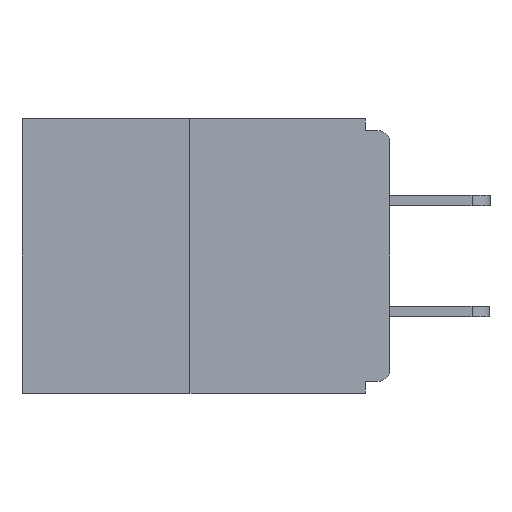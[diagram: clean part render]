
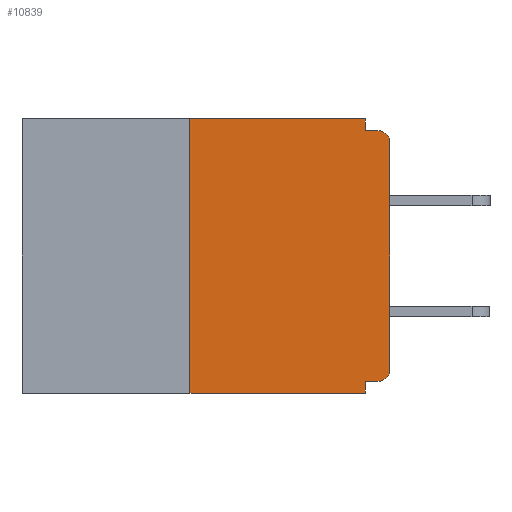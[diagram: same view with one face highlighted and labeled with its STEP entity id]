
A CAD part, left-side view. The second image highlights one B-rep face of the part: STEP entity #10839.
In plain terms, the highlighted planar face has unit normal (-1, 0, 0).
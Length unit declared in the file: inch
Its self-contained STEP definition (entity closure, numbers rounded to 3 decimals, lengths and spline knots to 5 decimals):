
#47 = CARTESIAN_POINT ( 'NONE',  ( 0., 0.031, -0.343 ) ) ;
#116 = ORIENTED_EDGE ( 'NONE', *, *, #13863, .F. ) ;
#246 = CARTESIAN_POINT ( 'NONE',  ( 0., 0.46, -0.343 ) ) ;
#320 = ORIENTED_EDGE ( 'NONE', *, *, #11236, .T. ) ;
#481 = DIRECTION ( 'NONE',  ( 0., -1., 0. ) ) ;
#523 = VERTEX_POINT ( 'NONE', #5776 ) ;
#568 = VECTOR ( 'NONE', #5122, 39.37008 ) ;
#1411 = FACE_OUTER_BOUND ( 'NONE', #14377, .T. ) ;
#1448 = CARTESIAN_POINT ( 'NONE',  ( 0., 0., -0.328 ) ) ;
#1484 = ORIENTED_EDGE ( 'NONE', *, *, #4899, .T. ) ;
#1758 = VECTOR ( 'NONE', #2559, 39.37008 ) ;
#1840 = CARTESIAN_POINT ( 'NONE',  ( 0., 0.031, 0. ) ) ;
#1964 = CARTESIAN_POINT ( 'NONE',  ( 0., 0.015, -0.03 ) ) ;
#2058 = CARTESIAN_POINT ( 'NONE',  ( 0., 0., -0.313 ) ) ;
#2087 = ORIENTED_EDGE ( 'NONE', *, *, #11623, .T. ) ;
#2127 = DIRECTION ( 'NONE',  ( -1., 0., 0. ) ) ;
#2559 = DIRECTION ( 'NONE',  ( 0., -1., 0. ) ) ;
#3087 = AXIS2_PLACEMENT_3D ( 'NONE', #1964, #2127, #11631 ) ;
#3893 = DIRECTION ( 'NONE',  ( 0., 1., 0. ) ) ;
#4203 = VECTOR ( 'NONE', #5854, 39.37008 ) ;
#4279 = EDGE_CURVE ( 'NONE', #11639, #4667, #7931, .T. ) ;
#4540 = VERTEX_POINT ( 'NONE', #5010 ) ;
#4558 = EDGE_CURVE ( 'NONE', #14010, #4540, #15214, .T. ) ;
#4667 = VERTEX_POINT ( 'NONE', #11448 ) ;
#4837 = EDGE_CURVE ( 'NONE', #12092, #11639, #12984, .T. ) ;
#4899 = EDGE_CURVE ( 'NONE', #4540, #11315, #8506, .T. ) ;
#5000 = LINE ( 'NONE', #12671, #7872 ) ;
#5010 = CARTESIAN_POINT ( 'NONE',  ( 0., 0., -0.03 ) ) ;
#5122 = DIRECTION ( 'NONE',  ( 0., 0., 1. ) ) ;
#5329 = LINE ( 'NONE', #10660, #4203 ) ;
#5362 = CIRCLE ( 'NONE', #15294, 0.015 ) ;
#5508 = DIRECTION ( 'NONE',  ( 0., 0., -1. ) ) ;
#5776 = CARTESIAN_POINT ( 'NONE',  ( 0., 0.031, -0.015 ) ) ;
#5854 = DIRECTION ( 'NONE',  ( 0., -1., 0. ) ) ;
#6109 = DIRECTION ( 'NONE',  ( -1., 0., 0. ) ) ;
#6404 = VECTOR ( 'NONE', #13981, 39.37008 ) ;
#6761 = AXIS2_PLACEMENT_3D ( 'NONE', #9931, #14619, #9872 ) ;
#6920 = EDGE_CURVE ( 'NONE', #8435, #7021, #7779, .T. ) ;
#7021 = VERTEX_POINT ( 'NONE', #11156 ) ;
#7565 = CARTESIAN_POINT ( 'NONE',  ( 0., 0.25, 0. ) ) ;
#7600 = CARTESIAN_POINT ( 'NONE',  ( 0., 0.015, -0.328 ) ) ;
#7779 = LINE ( 'NONE', #1448, #8517 ) ;
#7872 = VECTOR ( 'NONE', #5508, 39.37008 ) ;
#7923 = ORIENTED_EDGE ( 'NONE', *, *, #12669, .F. ) ;
#7931 = LINE ( 'NONE', #13674, #14675 ) ;
#8050 = ORIENTED_EDGE ( 'NONE', *, *, #4558, .T. ) ;
#8435 = VERTEX_POINT ( 'NONE', #7600 ) ;
#8506 = CIRCLE ( 'NONE', #3087, 0.015 ) ;
#8517 = VECTOR ( 'NONE', #3893, 39.37008 ) ;
#8751 = CARTESIAN_POINT ( 'NONE',  ( 0., 0., 0. ) ) ;
#9645 = ORIENTED_EDGE ( 'NONE', *, *, #4837, .F. ) ;
#9872 = DIRECTION ( 'NONE',  ( 0., 0., -1. ) ) ;
#9931 = CARTESIAN_POINT ( 'NONE',  ( 0., 0.46, 0. ) ) ;
#10051 = ORIENTED_EDGE ( 'NONE', *, *, #6920, .F. ) ;
#10289 = CARTESIAN_POINT ( 'NONE',  ( 0., 0.25, -0.343 ) ) ;
#10631 = EDGE_CURVE ( 'NONE', #7021, #12287, #5000, .T. ) ;
#10660 = CARTESIAN_POINT ( 'NONE',  ( 0., 0., -0.015 ) ) ;
#10839 = ADVANCED_FACE ( 'NONE', ( #1411 ), #11341, .F. ) ;
#11063 = CARTESIAN_POINT ( 'NONE',  ( 0., 0.25, 0. ) ) ;
#11156 = CARTESIAN_POINT ( 'NONE',  ( 0., 0.031, -0.328 ) ) ;
#11228 = DIRECTION ( 'NONE',  ( 0., 0., -1. ) ) ;
#11236 = EDGE_CURVE ( 'NONE', #8435, #14010, #5362, .T. ) ;
#11315 = VERTEX_POINT ( 'NONE', #12619 ) ;
#11341 = PLANE ( 'NONE',  #6761 ) ;
#11448 = CARTESIAN_POINT ( 'NONE',  ( 0., 0.031, 0. ) ) ;
#11623 = EDGE_CURVE ( 'NONE', #12092, #12287, #13258, .T. ) ;
#11631 = DIRECTION ( 'NONE',  ( 0., 0., -1. ) ) ;
#11639 = VERTEX_POINT ( 'NONE', #11063 ) ;
#12092 = VERTEX_POINT ( 'NONE', #10289 ) ;
#12287 = VERTEX_POINT ( 'NONE', #47 ) ;
#12619 = CARTESIAN_POINT ( 'NONE',  ( 0., 0.015, -0.015 ) ) ;
#12669 = EDGE_CURVE ( 'NONE', #4667, #523, #13629, .T. ) ;
#12671 = CARTESIAN_POINT ( 'NONE',  ( 0., 0.031, -0.343 ) ) ;
#12723 = DIRECTION ( 'NONE',  ( 0., 0., -1. ) ) ;
#12984 = LINE ( 'NONE', #7565, #6404 ) ;
#13117 = ORIENTED_EDGE ( 'NONE', *, *, #10631, .F. ) ;
#13258 = LINE ( 'NONE', #246, #1758 ) ;
#13311 = CARTESIAN_POINT ( 'NONE',  ( 0., 0.015, -0.313 ) ) ;
#13399 = ORIENTED_EDGE ( 'NONE', *, *, #4279, .F. ) ;
#13629 = LINE ( 'NONE', #1840, #13989 ) ;
#13674 = CARTESIAN_POINT ( 'NONE',  ( 0., 0.46, 0. ) ) ;
#13863 = EDGE_CURVE ( 'NONE', #523, #11315, #5329, .T. ) ;
#13981 = DIRECTION ( 'NONE',  ( 0., 0., 1. ) ) ;
#13989 = VECTOR ( 'NONE', #12723, 39.37008 ) ;
#14010 = VERTEX_POINT ( 'NONE', #2058 ) ;
#14377 = EDGE_LOOP ( 'NONE', ( #13399, #9645, #2087, #13117, #10051, #320, #8050, #1484, #116, #7923 ) ) ;
#14619 = DIRECTION ( 'NONE',  ( 1., 0., 0. ) ) ;
#14675 = VECTOR ( 'NONE', #481, 39.37008 ) ;
#15214 = LINE ( 'NONE', #8751, #568 ) ;
#15294 = AXIS2_PLACEMENT_3D ( 'NONE', #13311, #6109, #11228 ) ;
